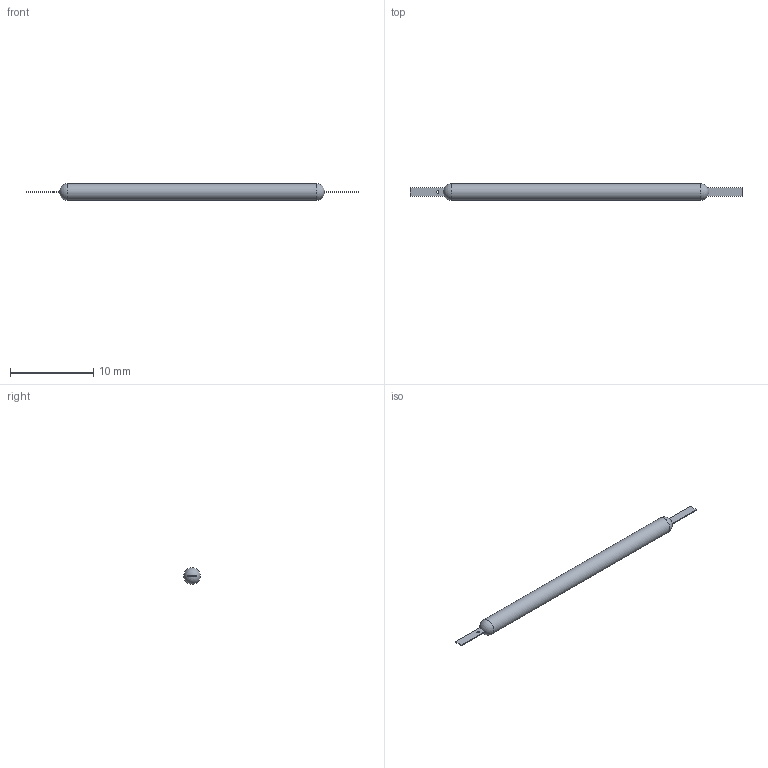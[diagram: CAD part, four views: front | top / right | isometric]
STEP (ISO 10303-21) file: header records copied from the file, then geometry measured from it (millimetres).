
FILE_DESCRIPTION(/* description */ (''),/* implementation_level */ '2;1');
FILE_NAME(/* name */ 'led filament v1.step',/* time_stamp */ '2022-01-17T13:22:12+00:00',/* author */ (''),/* organization */ (''),/* preprocessor_version */ 'ST-DEVELOPER v18.1',/* originating_system */ 'Autodesk Translation Framework v10.10.0.1391',/* authorisation */ '');
FILE_SCHEMA (('AUTOMOTIVE_DESIGN { 1 0 10303 214 3 1 1 }'));
Length unit declared in the file: millimetre
Products named in the file (1): led filament
Bounding box: 40 x 2 x 2 mm (x, y, z)
Volume: 102.4 mm3; surface area: 289.2 mm2
Topology: 2 solids, 2 shells, 10 faces, 24 edges, 16 vertices
Faces by surface type: plane 6, cylinder 2, sphere 2
Full cylindrical faces by diameter (mm): 0.3 x1, 2 x1
Entity records: 336 total; most frequent: DIRECTION 52, CARTESIAN_POINT 49, ORIENTED_EDGE 44, EDGE_CURVE 22, AXIS2_PLACEMENT_3D 19, VERTEX_POINT 16, LINE 14, VECTOR 14
